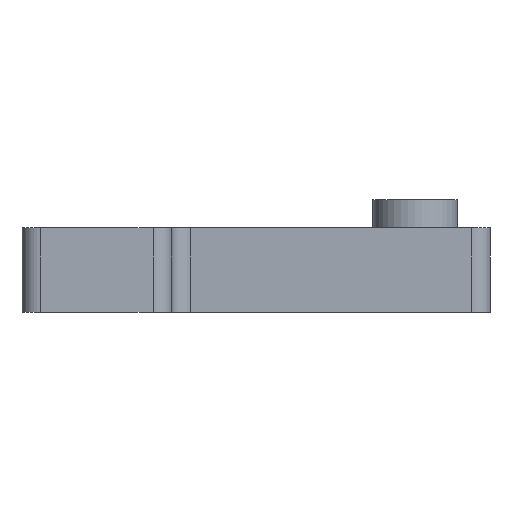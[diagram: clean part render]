
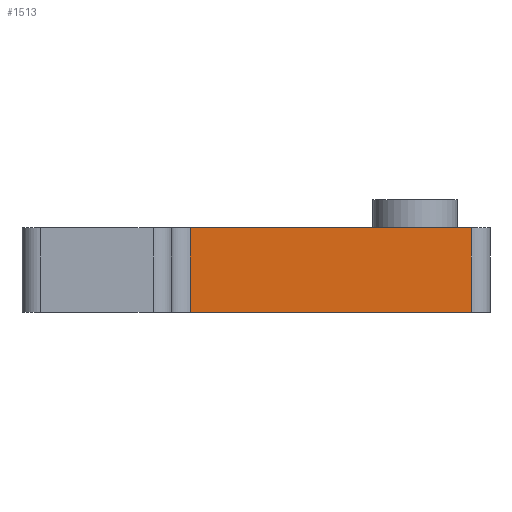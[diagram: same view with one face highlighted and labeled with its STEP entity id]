
A CAD part, left-side view. The second image highlights one B-rep face of the part: STEP entity #1513.
In plain terms, the highlighted planar face has unit normal (-1, 0, 0).
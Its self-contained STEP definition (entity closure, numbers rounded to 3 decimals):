
#136=PLANE('',#1682);
#174=FACE_OUTER_BOUND('',#276,.T.);
#276=EDGE_LOOP('',(#1139,#1140,#1141,#1142));
#366=LINE('',#2256,#463);
#385=LINE('',#2330,#482);
#411=LINE('',#2434,#508);
#412=LINE('',#2436,#509);
#463=VECTOR('',#1817,10.);
#482=VECTOR('',#1882,10.);
#508=VECTOR('',#1968,10.);
#509=VECTOR('',#1971,10.);
#643=VERTEX_POINT('',#2253);
#644=VERTEX_POINT('',#2255);
#675=VERTEX_POINT('',#2327);
#676=VERTEX_POINT('',#2329);
#793=EDGE_CURVE('',#643,#644,#366,.T.);
#830=EDGE_CURVE('',#675,#676,#385,.T.);
#883=EDGE_CURVE('',#644,#675,#411,.T.);
#884=EDGE_CURVE('',#676,#643,#412,.T.);
#1139=ORIENTED_EDGE('',*,*,#883,.F.);
#1140=ORIENTED_EDGE('',*,*,#793,.F.);
#1141=ORIENTED_EDGE('',*,*,#884,.F.);
#1142=ORIENTED_EDGE('',*,*,#830,.F.);
#1513=ADVANCED_FACE('',(#174),#136,.T.);
#1682=AXIS2_PLACEMENT_3D('',#2435,#1969,#1970);
#1817=DIRECTION('',(0.,-1.,0.));
#1882=DIRECTION('',(0.,1.,0.));
#1968=DIRECTION('',(0.,0.,-1.));
#1969=DIRECTION('center_axis',(-1.,0.,0.));
#1970=DIRECTION('ref_axis',(0.,-1.,0.));
#1971=DIRECTION('',(0.,0.,1.));
#2253=CARTESIAN_POINT('',(21.262,10.239,4.5));
#2255=CARTESIAN_POINT('',(21.262,-4.761,4.5));
#2256=CARTESIAN_POINT('',(21.262,-5.761,4.5));
#2327=CARTESIAN_POINT('',(21.262,-4.761,0.));
#2329=CARTESIAN_POINT('',(21.262,10.239,0.));
#2330=CARTESIAN_POINT('',(21.262,-5.761,0.));
#2434=CARTESIAN_POINT('',(21.262,-4.761,0.));
#2435=CARTESIAN_POINT('Origin',(21.262,11.239,0.));
#2436=CARTESIAN_POINT('',(21.262,10.239,0.));
